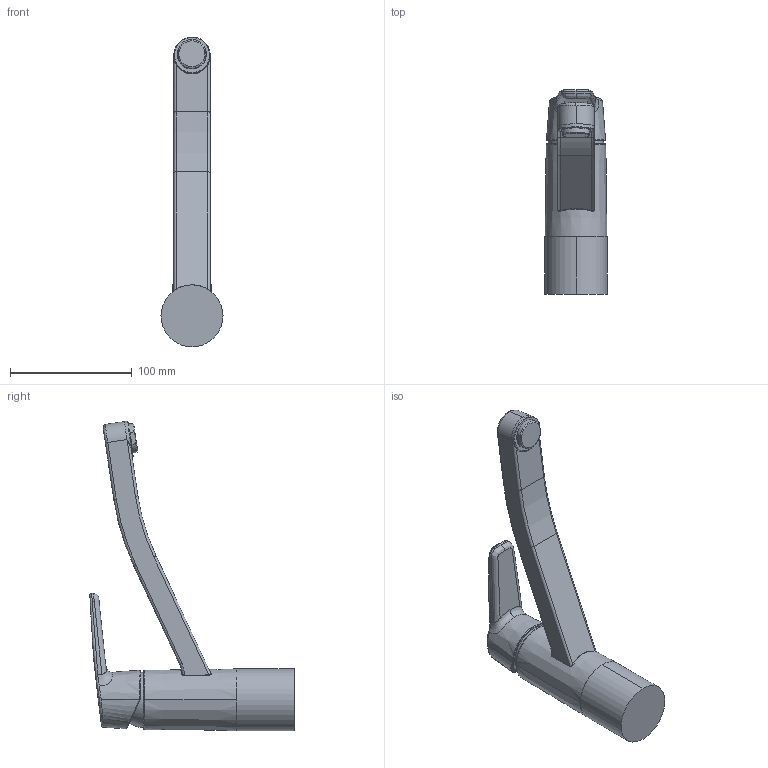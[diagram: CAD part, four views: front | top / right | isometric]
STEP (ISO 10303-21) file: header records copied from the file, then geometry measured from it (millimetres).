
FILE_DESCRIPTION (( 'STEP AP203' ), '1' );
FILE_NAME ('1530F(2020)+1530F-104(2022)+1530F-106(2022)+5148229300046(2022)+5148229300066(2022).STEP', '2022-02-22T09:22:21', ( '' ), ( '' ), 'SwSTEP 2.0', 'SolidWorks 2016', '' );
FILE_SCHEMA (( 'CONFIG_CONTROL_DESIGN' ));
Length unit declared in the file: millimetre
Products named in the file (1): 1530F(2020)+1530F-104(2022)+1530F-106(2022)+5148229300046(2022)+5148229300066(2022)
Bounding box: 51 x 168.1 x 254.74 mm (x, y, z)
Volume: 453981.5 mm3; surface area: 54203.9 mm2
Topology: 1 solids, 1 shells, 103 faces, 310 edges, 214 vertices
Faces by surface type: bspline 44, cylinder 23, plane 18, torus 11, cone 7
Entity records: 14266 total; most frequent: CARTESIAN_POINT 11864, ORIENTED_EDGE 620, DIRECTION 314, EDGE_CURVE 310, VERTEX_POINT 214, B_SPLINE_CURVE_WITH_KNOTS 170, AXIS2_PLACEMENT_3D 133, EDGE_LOOP 108
